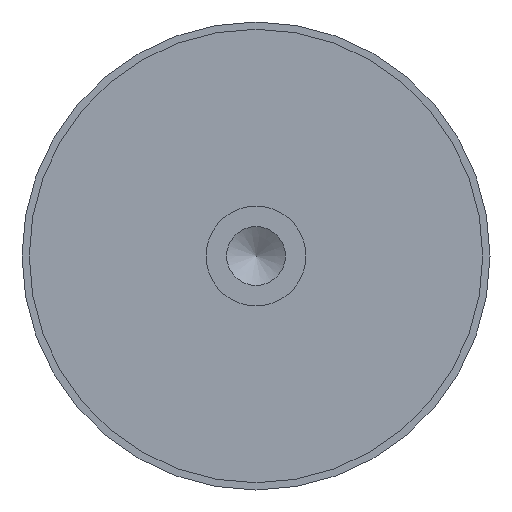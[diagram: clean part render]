
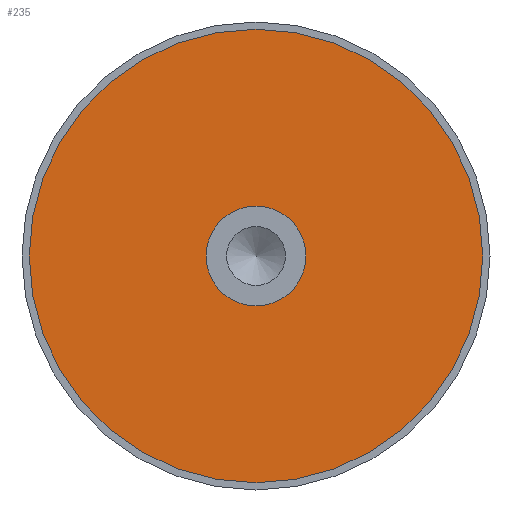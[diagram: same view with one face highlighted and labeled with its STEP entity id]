
A CAD part, front view. The second image highlights one B-rep face of the part: STEP entity #235.
In plain terms, the highlighted planar face has unit normal (0, -1, 0).
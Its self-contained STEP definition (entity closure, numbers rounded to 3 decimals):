
#46=FACE_BOUND('',#93,.T.);
#53=PLANE('',#296);
#70=FACE_OUTER_BOUND('',#92,.T.);
#92=EDGE_LOOP('',(#215));
#93=EDGE_LOOP('',(#216));
#110=CIRCLE('',#289,12.5);
#111=CIRCLE('',#291,2.75);
#129=VERTEX_POINT('',#431);
#130=VERTEX_POINT('',#435);
#154=EDGE_CURVE('',#129,#129,#110,.T.);
#156=EDGE_CURVE('',#130,#130,#111,.T.);
#215=ORIENTED_EDGE('',*,*,#154,.T.);
#216=ORIENTED_EDGE('',*,*,#156,.T.);
#235=ADVANCED_FACE('',(#70,#46),#53,.T.);
#289=AXIS2_PLACEMENT_3D('',#432,#362,#363);
#291=AXIS2_PLACEMENT_3D('',#436,#367,#368);
#296=AXIS2_PLACEMENT_3D('',#445,#379,#380);
#362=DIRECTION('center_axis',(0.,-1.,0.));
#363=DIRECTION('ref_axis',(1.,0.,0.));
#367=DIRECTION('center_axis',(0.,1.,0.));
#368=DIRECTION('ref_axis',(-1.,0.,0.));
#379=DIRECTION('center_axis',(0.,-1.,0.));
#380=DIRECTION('ref_axis',(0.,0.,-1.));
#431=CARTESIAN_POINT('',(-12.5,-2.3,0.));
#432=CARTESIAN_POINT('Origin',(0.,-2.3,0.));
#435=CARTESIAN_POINT('',(2.75,-2.3,0.));
#436=CARTESIAN_POINT('Origin',(0.,-2.3,0.));
#445=CARTESIAN_POINT('Origin',(0.,-2.3,0.));
